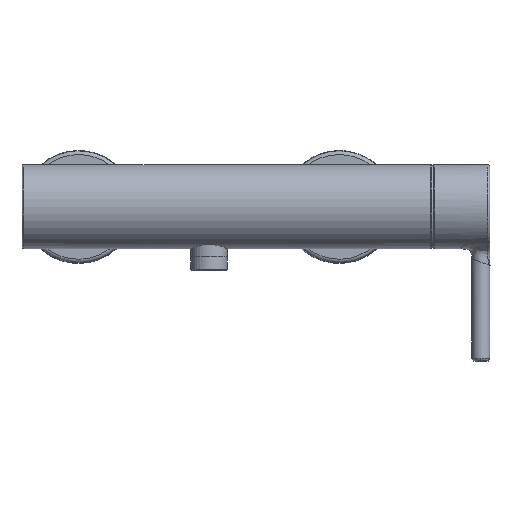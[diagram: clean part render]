
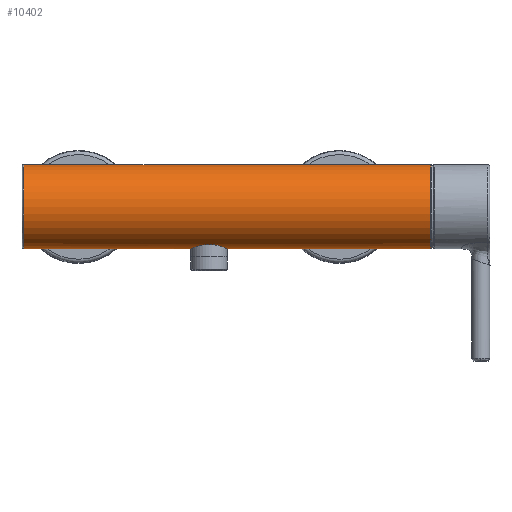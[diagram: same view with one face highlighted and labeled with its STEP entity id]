
A CAD part, top view. The second image highlights one B-rep face of the part: STEP entity #10402.
In plain terms, the highlighted cylindrical face has radius 24.25 mm (diameter 48.5 mm), a partial arc.
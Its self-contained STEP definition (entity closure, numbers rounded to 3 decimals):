
#30 = CARTESIAN_POINT ( 'NONE',  ( 10.75, -24.25, 0. ) ) ;
#36 = CARTESIAN_POINT ( 'NONE',  ( 127.5, 0., 0. ) ) ;
#92 = EDGE_CURVE ( 'NONE', #4846, #1492, #5452, .T. ) ;
#575 = LINE ( 'NONE', #15069, #3224 ) ;
#1001 = CARTESIAN_POINT ( 'NONE',  ( -8.079, -23.189, 7.1 ) ) ;
#1128 = CARTESIAN_POINT ( 'NONE',  ( -4.786, -22.249, 9.651 ) ) ;
#1363 = VERTEX_POINT ( 'NONE', #6729 ) ;
#1492 = VERTEX_POINT ( 'NONE', #13948 ) ;
#1806 = DIRECTION ( 'NONE',  ( -1., 0., 0. ) ) ;
#2081 = CARTESIAN_POINT ( 'NONE',  ( -10.75, -24.25, 0. ) ) ;
#2289 = CARTESIAN_POINT ( 'NONE',  ( -2.817, -21.908, 10.399 ) ) ;
#2349 = CARTESIAN_POINT ( 'NONE',  ( -3.491, -22.006, 10.192 ) ) ;
#2469 = CARTESIAN_POINT ( 'NONE',  ( -10.732, -24.242, 0.721 ) ) ;
#2536 = CARTESIAN_POINT ( 'NONE',  ( 10.733, -24.242, 0.71 ) ) ;
#2668 = EDGE_CURVE ( 'NONE', #3404, #9440, #575, .T. ) ;
#2728 = CARTESIAN_POINT ( 'NONE',  ( 8.519, -23.346, 6.566 ) ) ;
#2789 = VECTOR ( 'NONE', #6002, 1000. ) ;
#2792 = CIRCLE ( 'NONE', #15795, 24.25 ) ;
#2966 = EDGE_CURVE ( 'NONE', #16185, #1363, #6487, .T. ) ;
#2984 = ORIENTED_EDGE ( 'NONE', *, *, #2966, .F. ) ;
#2987 = DIRECTION ( 'NONE',  ( 1., 0., 0. ) ) ;
#3224 = VECTOR ( 'NONE', #9799, 1000. ) ;
#3404 = VERTEX_POINT ( 'NONE', #15364 ) ;
#3705 = CARTESIAN_POINT ( 'NONE',  ( -0.35, -21.737, 10.75 ) ) ;
#3894 = CARTESIAN_POINT ( 'NONE',  ( -9.627, -23.773, 4.796 ) ) ;
#3959 = EDGE_CURVE ( 'NONE', #3404, #4846, #2792, .T. ) ;
#4019 = CYLINDRICAL_SURFACE ( 'NONE', #12642, 24.25 ) ;
#4044 = CARTESIAN_POINT ( 'NONE',  ( 127.5, 24.25, 0. ) ) ;
#4082 = CARTESIAN_POINT ( 'NONE',  ( 9.115, -23.57, 5.71 ) ) ;
#4139 = CARTESIAN_POINT ( 'NONE',  ( 10.608, -24.187, 1.778 ) ) ;
#4141 = VECTOR ( 'NONE', #7731, 1000. ) ;
#4588 = CARTESIAN_POINT ( 'NONE',  ( -106.5, 0., 0. ) ) ;
#4846 = VERTEX_POINT ( 'NONE', #4044 ) ;
#5112 = CARTESIAN_POINT ( 'NONE',  ( 127.5, 24.25, 0. ) ) ;
#5182 = CARTESIAN_POINT ( 'NONE',  ( -1.764, -21.806, 10.61 ) ) ;
#5242 = CARTESIAN_POINT ( 'NONE',  ( -10.607, -24.187, 1.785 ) ) ;
#5356 = CARTESIAN_POINT ( 'NONE',  ( 6.566, -22.7, 8.54 ) ) ;
#5452 = LINE ( 'NONE', #5112, #4141 ) ;
#5476 = CARTESIAN_POINT ( 'NONE',  ( 5.702, -22.471, 9.12 ) ) ;
#5716 = EDGE_LOOP ( 'NONE', ( #10189, #17359, #13904, #2984, #16524, #15350 ) ) ;
#6002 = DIRECTION ( 'NONE',  ( -1., 0., 0. ) ) ;
#6487 = LINE ( 'NONE', #15687, #2789 ) ;
#6729 = CARTESIAN_POINT ( 'NONE',  ( -106.5, -24.25, 0. ) ) ;
#6755 = CARTESIAN_POINT ( 'NONE',  ( 9.295, -23.64, 5.412 ) ) ;
#7006 = CARTESIAN_POINT ( 'NONE',  ( 3.495, -22.007, 10.19 ) ) ;
#7008 = EDGE_CURVE ( 'NONE', #1492, #1363, #8215, .T. ) ;
#7731 = DIRECTION ( 'NONE',  ( -1., 0., 0. ) ) ;
#7806 = AXIS2_PLACEMENT_3D ( 'NONE', #4588, #2987, #11556 ) ;
#7980 = CARTESIAN_POINT ( 'NONE',  ( 0.715, -21.746, 10.732 ) ) ;
#8215 = CIRCLE ( 'NONE', #7806, 24.25 ) ;
#8221 = B_SPLINE_CURVE_WITH_KNOTS ( 'NONE', 3,
 ( #17675, #10746, #2469, #14906, #5242, #12270, #13426, #15031, #3894, #16445, #17860, #9264, #14843, #1001, #13669, #15090, #14968, #16501, #1128, #2349, #2289, #5182, #13551, #12075, #3705, #13493, #7980, #17792, #9387, #10807, #7006, #11123, #9573, #13731, #5476, #5356, #9694, #8233, #15282, #2728, #16816, #4082, #6755, #15219, #8420, #10938, #10999, #4139, #12516, #2536, #15337, #30 ),
 .UNSPECIFIED., .F., .F.,
 ( 4, 2, 2, 2, 2, 2, 2, 2, 2, 2, 2, 2, 2, 2, 2, 2, 2, 2, 2, 2, 2, 2, 2, 2, 2, 4 ),
 ( 0., 0.001, 0.002, 0.004, 0.005, 0.006, 0.008, 0.009, 0.011, 0.013, 0.015, 0.016, 0.017, 0.018, 0.019, 0.022, 0.023, 0.024, 0.026, 0.027, 0.028, 0.029, 0.03, 0.032, 0.033, 0.035 ),
 .UNSPECIFIED. ) ;
#8233 = CARTESIAN_POINT ( 'NONE',  ( 7.84, -23.107, 7.363 ) ) ;
#8420 = CARTESIAN_POINT ( 'NONE',  ( 9.781, -23.836, 4.474 ) ) ;
#8490 = DIRECTION ( 'NONE',  ( -1., 0., 0. ) ) ;
#8797 = CARTESIAN_POINT ( 'NONE',  ( 127.5, 0., 0. ) ) ;
#9264 = CARTESIAN_POINT ( 'NONE',  ( -8.727, -23.423, 6.286 ) ) ;
#9387 = CARTESIAN_POINT ( 'NONE',  ( 1.783, -21.807, 10.607 ) ) ;
#9440 = VERTEX_POINT ( 'NONE', #11160 ) ;
#9573 = CARTESIAN_POINT ( 'NONE',  ( 4.783, -22.255, 9.634 ) ) ;
#9694 = CARTESIAN_POINT ( 'NONE',  ( 7.1, -22.863, 8.101 ) ) ;
#9799 = DIRECTION ( 'NONE',  ( -1., 0., 0. ) ) ;
#10189 = ORIENTED_EDGE ( 'NONE', *, *, #3959, .T. ) ;
#10402 = ADVANCED_FACE ( 'NONE', ( #13855 ), #4019, .T. ) ;
#10746 = CARTESIAN_POINT ( 'NONE',  ( -10.75, -24.25, 0.36 ) ) ;
#10807 = CARTESIAN_POINT ( 'NONE',  ( 2.826, -21.909, 10.396 ) ) ;
#10938 = CARTESIAN_POINT ( 'NONE',  ( 10.19, -24.006, 3.496 ) ) ;
#10999 = CARTESIAN_POINT ( 'NONE',  ( 10.397, -24.095, 2.823 ) ) ;
#11123 = CARTESIAN_POINT ( 'NONE',  ( 4.465, -22.189, 9.785 ) ) ;
#11160 = CARTESIAN_POINT ( 'NONE',  ( 10.75, -24.25, 0. ) ) ;
#11556 = DIRECTION ( 'NONE',  ( 0., -1., 0. ) ) ;
#12075 = CARTESIAN_POINT ( 'NONE',  ( -0.704, -21.746, 10.733 ) ) ;
#12270 = CARTESIAN_POINT ( 'NONE',  ( -10.396, -24.095, 2.824 ) ) ;
#12460 = DIRECTION ( 'NONE',  ( 0., -1., 0. ) ) ;
#12516 = CARTESIAN_POINT ( 'NONE',  ( 10.662, -24.211, 1.422 ) ) ;
#12642 = AXIS2_PLACEMENT_3D ( 'NONE', #8797, #1806, #14844 ) ;
#13426 = CARTESIAN_POINT ( 'NONE',  ( -10.19, -24.006, 3.497 ) ) ;
#13493 = CARTESIAN_POINT ( 'NONE',  ( 0.36, -21.737, 10.75 ) ) ;
#13551 = CARTESIAN_POINT ( 'NONE',  ( -1.41, -21.78, 10.663 ) ) ;
#13669 = CARTESIAN_POINT ( 'NONE',  ( -7.844, -23.108, 7.36 ) ) ;
#13731 = CARTESIAN_POINT ( 'NONE',  ( 5.403, -22.396, 9.3 ) ) ;
#13855 = FACE_OUTER_BOUND ( 'NONE', #5716, .T. ) ;
#13904 = ORIENTED_EDGE ( 'NONE', *, *, #7008, .T. ) ;
#13948 = CARTESIAN_POINT ( 'NONE',  ( -106.5, 24.25, 0. ) ) ;
#13976 = EDGE_CURVE ( 'NONE', #16185, #9440, #8221, .T. ) ;
#14843 = CARTESIAN_POINT ( 'NONE',  ( -8.52, -23.346, 6.564 ) ) ;
#14844 = DIRECTION ( 'NONE',  ( 0., -1., 0. ) ) ;
#14906 = CARTESIAN_POINT ( 'NONE',  ( -10.66, -24.21, 1.434 ) ) ;
#14968 = CARTESIAN_POINT ( 'NONE',  ( -6.567, -22.7, 8.54 ) ) ;
#15031 = CARTESIAN_POINT ( 'NONE',  ( -9.78, -23.836, 4.476 ) ) ;
#15069 = CARTESIAN_POINT ( 'NONE',  ( 127.5, -24.25, 0. ) ) ;
#15090 = CARTESIAN_POINT ( 'NONE',  ( -7.102, -22.863, 8.1 ) ) ;
#15219 = CARTESIAN_POINT ( 'NONE',  ( 9.628, -23.773, 4.794 ) ) ;
#15282 = CARTESIAN_POINT ( 'NONE',  ( 8.076, -23.188, 7.103 ) ) ;
#15337 = CARTESIAN_POINT ( 'NONE',  ( 10.75, -24.25, 0.355 ) ) ;
#15350 = ORIENTED_EDGE ( 'NONE', *, *, #2668, .F. ) ;
#15364 = CARTESIAN_POINT ( 'NONE',  ( 127.5, -24.25, 0. ) ) ;
#15687 = CARTESIAN_POINT ( 'NONE',  ( 127.5, -24.25, 0. ) ) ;
#15795 = AXIS2_PLACEMENT_3D ( 'NONE', #36, #8490, #12460 ) ;
#16185 = VERTEX_POINT ( 'NONE', #2081 ) ;
#16445 = CARTESIAN_POINT ( 'NONE',  ( -9.295, -23.64, 5.412 ) ) ;
#16501 = CARTESIAN_POINT ( 'NONE',  ( -5.412, -22.394, 9.314 ) ) ;
#16524 = ORIENTED_EDGE ( 'NONE', *, *, #13976, .T. ) ;
#16816 = CARTESIAN_POINT ( 'NONE',  ( 8.727, -23.423, 6.287 ) ) ;
#17359 = ORIENTED_EDGE ( 'NONE', *, *, #92, .T. ) ;
#17675 = CARTESIAN_POINT ( 'NONE',  ( -10.75, -24.25, 0. ) ) ;
#17792 = CARTESIAN_POINT ( 'NONE',  ( 1.426, -21.781, 10.661 ) ) ;
#17860 = CARTESIAN_POINT ( 'NONE',  ( -9.115, -23.57, 5.71 ) ) ;
